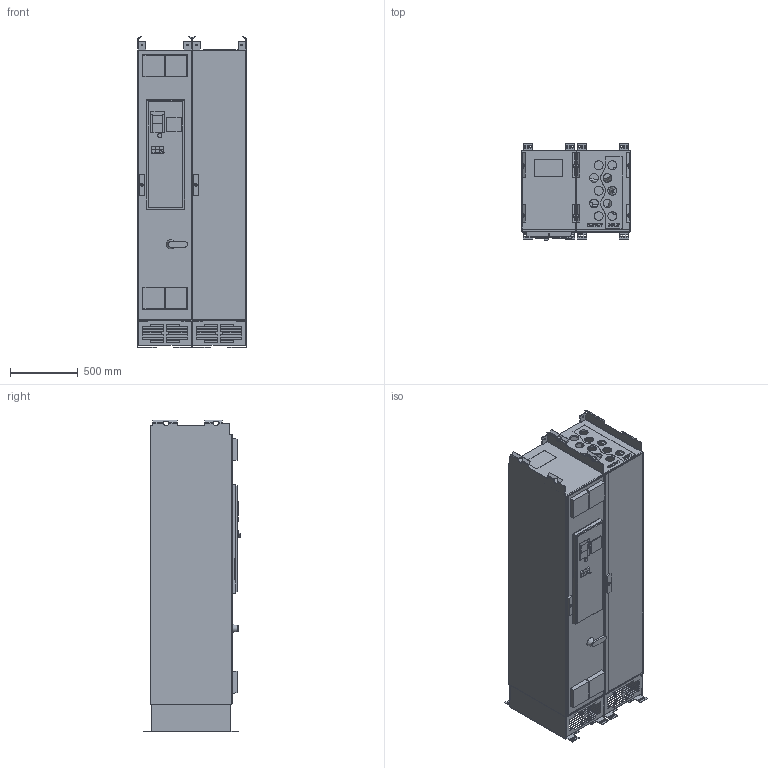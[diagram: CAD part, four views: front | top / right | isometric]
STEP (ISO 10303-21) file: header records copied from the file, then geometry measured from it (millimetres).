
FILE_DESCRIPTION(/* description */ (''),/* implementation_level */ '2;1');
FILE_NAME(/* name */ '181K5214.stp',/* time_stamp */ '2026-02-19T08:19:55+02:00',/* author */ (''),/* organization */ (''),/* preprocessor_version */ 'ST-DEVELOPER v20',/* originating_system */ 'SIEMENS PLM Software NX2312.3002',/* authorisation */ '');
FILE_SCHEMA (('AUTOMOTIVE_DESIGN { 1 0 10303 214 3 1 1 1 }'));
Products named in the file (8): 181K4914_74997ID; 181K4901; 181K4963; 181K4902; 181K4889; 181K5201; 181K5215; 181K5214
Assembly tree (8 placements, depth 3):
  181K5214
    181K5215
      181K4889
      181K4902
      181K4963
    181K5201
      181K4889
      181K4901
      181K4914_74997ID
Bounding box: 800 x 721.52 x 2302.5 mm (x, y, z)
Volume: 333430741.2 mm3; surface area: 25802279.8 mm2
Topology: 6 solids, 21 shells, 2921 faces, 8193 edges, 5442 vertices
Faces by surface type: plane 2338, cylinder 350, extrusion 97, torus 48, cone 48, bspline 40
Full cylindrical faces by diameter (mm): 3 x2, 6.5 x4, 10 x18, 10.5 x8, 12.2 x8, 13 x12, 15.5 x12, 19.788 x2, 21.993 x1, 22 x1, 24 x6, 25.6 x8, 27.15 x2, 28.5 x1, 29 x3, 29.5 x2, 30.2 x1, 32 x4, 49 x6, 65 x14
Entity records: 122351 total; most frequent: CARTESIAN_POINT 41715, ORIENTED_EDGE 14488, DIRECTION 12687, EDGE_CURVE 7244, VECTOR 6223, LINE 6126, VERTEX_POINT 4911, EDGE_LOOP 3491
